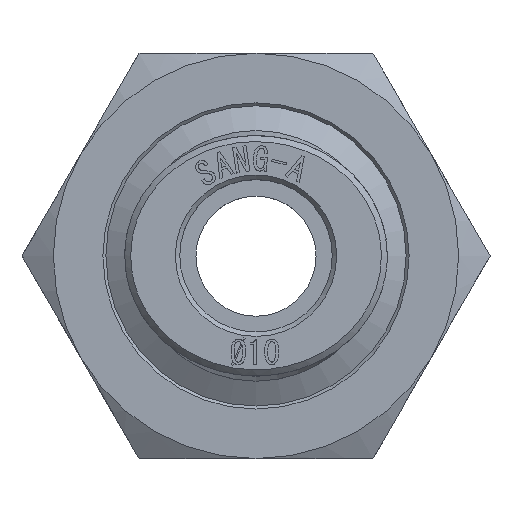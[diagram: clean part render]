
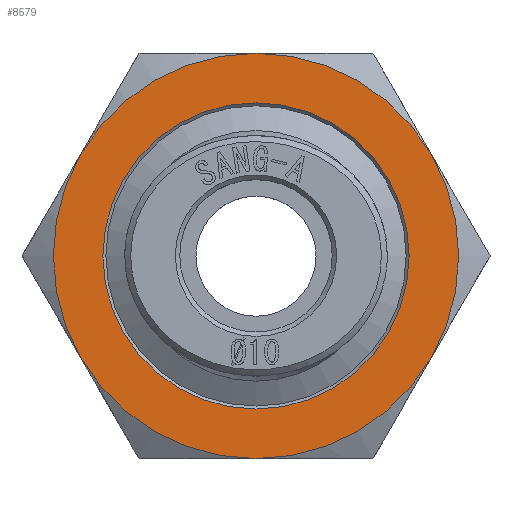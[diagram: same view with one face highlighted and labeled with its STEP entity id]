
A CAD part, top view. The second image highlights one B-rep face of the part: STEP entity #8579.
In plain terms, the highlighted planar face has unit normal (0, 0, 1).
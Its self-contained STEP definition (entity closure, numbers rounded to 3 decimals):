
#8503=CARTESIAN_POINT('',(10.2,0.,5.0));
#8504=VERTEX_POINT('',#8503);
#8505=CARTESIAN_POINT('',(0.0,0.0,5.0));
#8506=DIRECTION('',(0.0,0.0,1.0));
#8507=DIRECTION('',(-1.0,0.0,0.0));
#8508=AXIS2_PLACEMENT_3D('',#8505,#8506,#8507);
#8509=CIRCLE('',#8508,10.2);
#8510=EDGE_CURVE('',#8504,#8504,#8509,.T.);
#8515=CARTESIAN_POINT('',(0.,0.,5.0));
#8516=DIRECTION('',(0.0,0.0,1.0));
#8517=DIRECTION('',(1.0,0.0,0.0));
#8518=AXIS2_PLACEMENT_3D('',#8515,#8516,#8517);
#8519=PLANE('',#8518);
#8520=CARTESIAN_POINT('',(11.691,-6.75,5.0));
#8521=VERTEX_POINT('',#8520);
#8522=CARTESIAN_POINT('',(11.691,6.75,5.0));
#8523=VERTEX_POINT('',#8522);
#8524=CARTESIAN_POINT('',(0.0,0.0,5.0));
#8525=DIRECTION('',(0.0,0.0,1.0));
#8526=DIRECTION('',(-1.0,0.0,0.0));
#8527=AXIS2_PLACEMENT_3D('',#8524,#8525,#8526);
#8528=CIRCLE('',#8527,13.5);
#8529=EDGE_CURVE('',#8521,#8523,#8528,.T.);
#8530=ORIENTED_EDGE('',*,*,#8529,.T.);
#8531=CARTESIAN_POINT('',(0.,13.5,5.0));
#8532=VERTEX_POINT('',#8531);
#8533=CARTESIAN_POINT('',(0.0,0.0,5.0));
#8534=DIRECTION('',(0.0,0.0,1.0));
#8535=DIRECTION('',(-1.0,0.0,0.0));
#8536=AXIS2_PLACEMENT_3D('',#8533,#8534,#8535);
#8537=CIRCLE('',#8536,13.5);
#8538=EDGE_CURVE('',#8523,#8532,#8537,.T.);
#8539=ORIENTED_EDGE('',*,*,#8538,.T.);
#8540=CARTESIAN_POINT('',(-11.691,6.75,5.0));
#8541=VERTEX_POINT('',#8540);
#8542=CARTESIAN_POINT('',(0.0,0.0,5.0));
#8543=DIRECTION('',(0.0,0.0,1.0));
#8544=DIRECTION('',(-1.0,0.0,0.0));
#8545=AXIS2_PLACEMENT_3D('',#8542,#8543,#8544);
#8546=CIRCLE('',#8545,13.5);
#8547=EDGE_CURVE('',#8532,#8541,#8546,.T.);
#8548=ORIENTED_EDGE('',*,*,#8547,.T.);
#8549=CARTESIAN_POINT('',(-11.691,-6.75,5.0));
#8550=VERTEX_POINT('',#8549);
#8551=CARTESIAN_POINT('',(0.0,0.0,5.0));
#8552=DIRECTION('',(0.0,0.0,1.0));
#8553=DIRECTION('',(-1.0,0.0,0.0));
#8554=AXIS2_PLACEMENT_3D('',#8551,#8552,#8553);
#8555=CIRCLE('',#8554,13.5);
#8556=EDGE_CURVE('',#8541,#8550,#8555,.T.);
#8557=ORIENTED_EDGE('',*,*,#8556,.T.);
#8558=CARTESIAN_POINT('',(0.,-13.5,5.0));
#8559=VERTEX_POINT('',#8558);
#8560=CARTESIAN_POINT('',(0.0,0.0,5.0));
#8561=DIRECTION('',(0.0,0.0,1.0));
#8562=DIRECTION('',(-1.0,0.0,0.0));
#8563=AXIS2_PLACEMENT_3D('',#8560,#8561,#8562);
#8564=CIRCLE('',#8563,13.5);
#8565=EDGE_CURVE('',#8550,#8559,#8564,.T.);
#8566=ORIENTED_EDGE('',*,*,#8565,.T.);
#8567=CARTESIAN_POINT('',(0.0,0.0,5.0));
#8568=DIRECTION('',(0.0,0.0,1.0));
#8569=DIRECTION('',(-1.0,0.0,0.0));
#8570=AXIS2_PLACEMENT_3D('',#8567,#8568,#8569);
#8571=CIRCLE('',#8570,13.5);
#8572=EDGE_CURVE('',#8559,#8521,#8571,.T.);
#8573=ORIENTED_EDGE('',*,*,#8572,.T.);
#8574=EDGE_LOOP('',(#8530,#8539,#8548,#8557,#8566,#8573));
#8575=FACE_OUTER_BOUND('',#8574,.T.);
#8576=ORIENTED_EDGE('',*,*,#8510,.F.);
#8577=EDGE_LOOP('',(#8576));
#8578=FACE_BOUND('',#8577,.T.);
#8579=ADVANCED_FACE('',(#8575,#8578),#8519,.T.);
